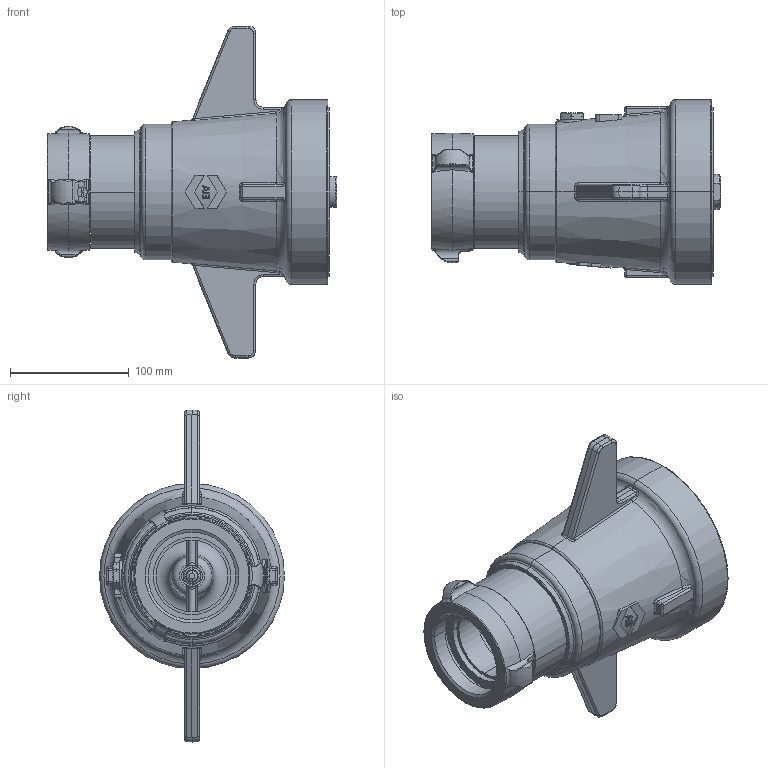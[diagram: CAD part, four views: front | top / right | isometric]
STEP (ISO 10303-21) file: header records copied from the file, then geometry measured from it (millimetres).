
FILE_DESCRIPTION((''),'2;1');
FILE_NAME('C20808_SW0004','2012-02-01T',('jdetw'),(''),'PRO/ENGINEER BY PARAMETRIC TECHNOLOGY CORPORATION, 2011180','PRO/ENGINEER BY PARAMETRIC TECHNOLOGY CORPORATION, 2011180','');
FILE_SCHEMA(('CONFIG_CONTROL_DESIGN'));
Length unit declared in the file: inch
Products named in the file (1): C20808_SW0004
Bounding box: 244.01 x 155.57 x 279.4 mm (x, y, z)
Surface area: 319743.7 mm2 (no closed solid volume)
Topology: 0 solids, 26 shells, 854 faces, 2325 edges, 1455 vertices
Faces by surface type: plane 385, cylinder 178, bspline 122, cone 94, torus 71, sphere 4
Entity records: 36646 total; most frequent: CARTESIAN_POINT 16360, ORIENTED_EDGE 4272, DIRECTION 3962, EDGE_CURVE 2325, AXIS2_PLACEMENT_3D 1480, VERTEX_POINT 1455, VECTOR 1002, LINE 1002
